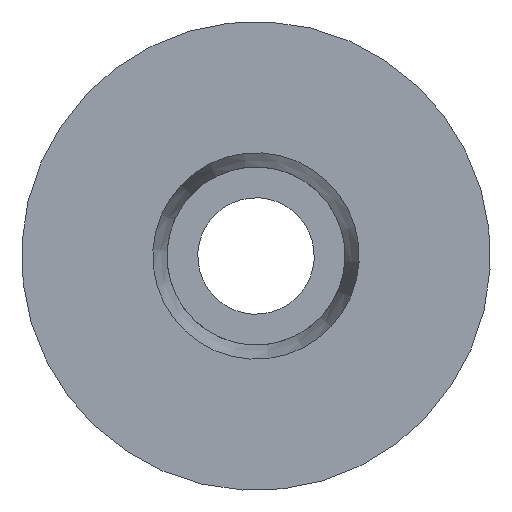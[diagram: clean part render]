
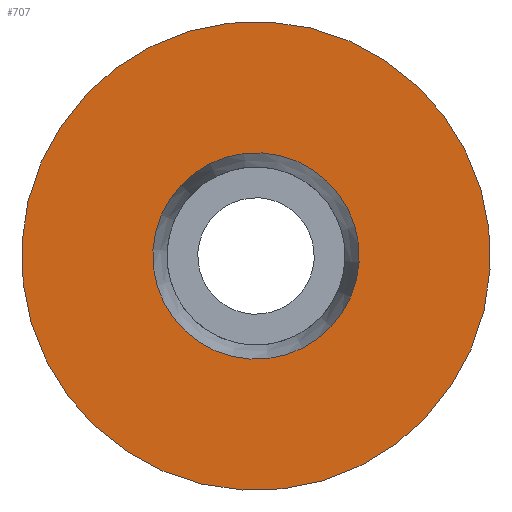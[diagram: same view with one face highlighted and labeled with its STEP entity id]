
A CAD part, front view. The second image highlights one B-rep face of the part: STEP entity #707.
In plain terms, the highlighted planar face has unit normal (0, -1, 0).
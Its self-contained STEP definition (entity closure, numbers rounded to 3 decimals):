
#32=FACE_BOUND('',#86,.T.);
#38=PLANE('',#776);
#47=FACE_OUTER_BOUND('',#85,.T.);
#85=EDGE_LOOP('',(#461,#462));
#86=EDGE_LOOP('',(#463,#464));
#179=CIRCLE('',#772,16.513);
#182=CIRCLE('',#775,16.513);
#183=CIRCLE('',#777,37.503);
#184=CIRCLE('',#778,37.503);
#260=VERTEX_POINT('',#1161);
#261=VERTEX_POINT('',#1162);
#264=VERTEX_POINT('',#1171);
#265=VERTEX_POINT('',#1172);
#339=EDGE_CURVE('',#260,#261,#179,.T.);
#343=EDGE_CURVE('',#261,#260,#182,.T.);
#344=EDGE_CURVE('',#264,#265,#183,.T.);
#345=EDGE_CURVE('',#265,#264,#184,.T.);
#461=ORIENTED_EDGE('',*,*,#344,.T.);
#462=ORIENTED_EDGE('',*,*,#345,.T.);
#463=ORIENTED_EDGE('',*,*,#339,.F.);
#464=ORIENTED_EDGE('',*,*,#343,.F.);
#707=ADVANCED_FACE('',(#47,#32),#38,.T.);
#772=AXIS2_PLACEMENT_3D('',#1163,#905,#906);
#775=AXIS2_PLACEMENT_3D('',#1169,#912,#913);
#776=AXIS2_PLACEMENT_3D('',#1170,#914,#915);
#777=AXIS2_PLACEMENT_3D('',#1173,#916,#917);
#778=AXIS2_PLACEMENT_3D('',#1174,#918,#919);
#905=DIRECTION('center_axis',(0.,-1.,0.));
#906=DIRECTION('ref_axis',(-0.803,0.,-0.597));
#912=DIRECTION('center_axis',(0.,-1.,0.));
#913=DIRECTION('ref_axis',(-0.803,0.,-0.597));
#914=DIRECTION('center_axis',(0.,-1.,0.));
#915=DIRECTION('ref_axis',(-0.597,0.,0.803));
#916=DIRECTION('center_axis',(0.,-1.,0.));
#917=DIRECTION('ref_axis',(-0.803,0.,-0.597));
#918=DIRECTION('center_axis',(0.,-1.,0.));
#919=DIRECTION('ref_axis',(-0.803,0.,-0.597));
#1161=CARTESIAN_POINT('',(-13.253,0.,-9.851));
#1162=CARTESIAN_POINT('',(13.253,0.,9.851));
#1163=CARTESIAN_POINT('Origin',(0.,0.,0.));
#1169=CARTESIAN_POINT('Origin',(0.,0.,0.));
#1170=CARTESIAN_POINT('Origin',(-13.253,0.,-9.851));
#1171=CARTESIAN_POINT('',(-30.099,0.,-22.372));
#1172=CARTESIAN_POINT('',(30.099,0.,22.372));
#1173=CARTESIAN_POINT('Origin',(0.,0.,0.));
#1174=CARTESIAN_POINT('Origin',(0.,0.,0.));
